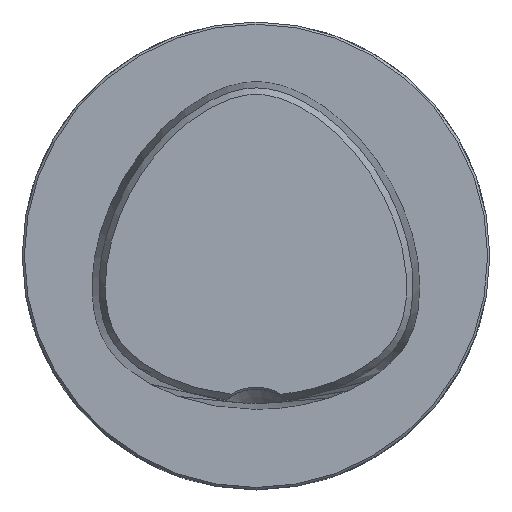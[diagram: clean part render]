
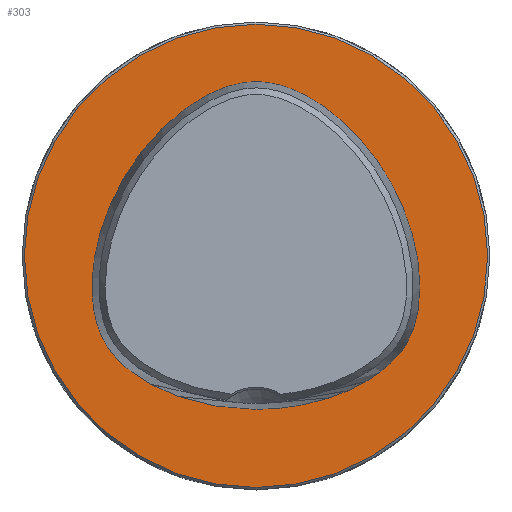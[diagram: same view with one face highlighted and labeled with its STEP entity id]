
A CAD part, top view. The second image highlights one B-rep face of the part: STEP entity #303.
In plain terms, the highlighted planar face has unit normal (0, 0, 1).
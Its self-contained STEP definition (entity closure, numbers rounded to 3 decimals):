
#278=B_SPLINE_CURVE_WITH_KNOTS('',3,(#1841,#1842,#1843,#1844,#1845,#1846,
#1847,#1848,#1849,#1850,#1851,#1852,#1853,#1854,#1855,#1856,#1857,#1858,
#1859,#1860,#1861,#1862,#1863,#1864,#1865,#1866,#1867,#1868,#1869,#1870,
#1871,#1872,#1873,#1874,#1875,#1876,#1877,#1878,#1879,#1880,#1881,#1882,
#1883,#1884,#1885,#1886,#1887,#1888,#1889,#1890,#1891,#1892,#1893,#1894,
#1895,#1896,#1897,#1898,#1899,#1900,#1901,#1902,#1903,#1904,#1905,#1906,
#1907,#1908,#1909,#1910,#1911),.UNSPECIFIED.,.T.,.F.,(1,1,2,1,1,1,1,1,1,
1,1,1,1,1,1,1,1,1,1,1,1,1,1,1,1,1,1,1,1,1,1,1,1,1,1,1,1,1,1,1,1,1,1,1,1,
1,1,1,1,1,1,1,1,1,1,1,1,1,1,1,1,1,1,1,1,1,1,1,1,1,2,1,1),(-0.031,-0.016,
0.,0.016,0.031,0.063,0.078,0.094,0.109,0.125,0.133,0.141,
0.148,0.156,0.164,0.172,0.18,0.188,0.195,0.203,
0.219,0.234,0.25,0.266,0.281,0.313,0.344,0.359,0.375,0.406,
0.422,0.438,0.453,0.469,0.484,0.492,0.5,0.508,0.516,
0.531,0.547,0.563,0.578,0.594,0.625,0.641,0.656,0.688,
0.719,0.734,0.75,0.766,0.781,0.797,0.805,0.813,0.82,
0.828,0.836,0.844,0.852,0.859,0.867,0.875,0.891,
0.906,0.922,0.938,0.969,0.984,1.,1.016,1.031),
 .UNSPECIFIED.);
#303=ADVANCED_FACE('CU_E_LO_SU_1',(#421,#422),#369,.F.);
#369=PLANE('',#1141);
#421=FACE_BOUND('',#475,.T.);
#422=FACE_BOUND('',#476,.T.);
#475=EDGE_LOOP('',(#610));
#476=EDGE_LOOP('',(#611));
#610=ORIENTED_EDGE('',*,*,#940,.T.);
#611=ORIENTED_EDGE('',*,*,#978,.T.);
#841=VERTEX_POINT('',#1912);
#878=VERTEX_POINT('',#2385);
#940=EDGE_CURVE('',#841,#841,#278,.T.);
#978=EDGE_CURVE('',#878,#878,#1072,.T.);
#1072=CIRCLE('',#1140,31.2);
#1140=AXIS2_PLACEMENT_3D('',#2384,#1273,#1274);
#1141=AXIS2_PLACEMENT_3D('',#2386,#1275,#1276);
#1273=DIRECTION('',(0.,0.,1.));
#1274=DIRECTION('',(1.,0.,0.));
#1275=DIRECTION('',(0.,0.,-1.));
#1276=DIRECTION('',(-1.,0.,0.));
#1841=CARTESIAN_POINT('',(0.721,-20.675,0.));
#1842=CARTESIAN_POINT('',(-0.721,-20.675,0.));
#1843=CARTESIAN_POINT('',(-2.165,-20.628,0.));
#1844=CARTESIAN_POINT('',(-5.038,-20.346,0.));
#1845=CARTESIAN_POINT('',(-7.877,-19.778,0.));
#1846=CARTESIAN_POINT('',(-10.631,-18.907,0.));
#1847=CARTESIAN_POINT('',(-12.641,-18.096,0.));
#1848=CARTESIAN_POINT('',(-14.576,-17.115,0.));
#1849=CARTESIAN_POINT('',(-16.103,-16.145,0.));
#1850=CARTESIAN_POINT('',(-17.253,-15.267,0.));
#1851=CARTESIAN_POINT('',(-18.072,-14.555,0.));
#1852=CARTESIAN_POINT('',(-18.838,-13.784,0.));
#1853=CARTESIAN_POINT('',(-19.538,-12.952,0.));
#1854=CARTESIAN_POINT('',(-20.159,-12.058,0.));
#1855=CARTESIAN_POINT('',(-20.688,-11.106,0.));
#1856=CARTESIAN_POINT('',(-21.12,-10.107,0.));
#1857=CARTESIAN_POINT('',(-21.46,-9.075,0.));
#1858=CARTESIAN_POINT('',(-21.718,-8.02,0.));
#1859=CARTESIAN_POINT('',(-21.963,-6.594,0.));
#1860=CARTESIAN_POINT('',(-22.104,-4.789,0.));
#1861=CARTESIAN_POINT('',(-22.053,-2.62,0.));
#1862=CARTESIAN_POINT('',(-21.81,-0.466,0.));
#1863=CARTESIAN_POINT('',(-21.395,1.661,0.));
#1864=CARTESIAN_POINT('',(-20.635,4.448,0.));
#1865=CARTESIAN_POINT('',(-19.324,7.819,0.));
#1866=CARTESIAN_POINT('',(-17.584,10.988,0.));
#1867=CARTESIAN_POINT('',(-15.954,13.372,0.));
#1868=CARTESIAN_POINT('',(-14.171,15.643,0.));
#1869=CARTESIAN_POINT('',(-12.16,17.727,0.));
#1870=CARTESIAN_POINT('',(-9.932,19.566,0.));
#1871=CARTESIAN_POINT('',(-8.152,20.804,0.));
#1872=CARTESIAN_POINT('',(-6.263,21.873,0.));
#1873=CARTESIAN_POINT('',(-4.268,22.734,0.));
#1874=CARTESIAN_POINT('',(-2.522,23.227,0.));
#1875=CARTESIAN_POINT('',(-1.087,23.439,0.));
#1876=CARTESIAN_POINT('',(0.,23.494,0.));
#1877=CARTESIAN_POINT('',(1.087,23.439,0.));
#1878=CARTESIAN_POINT('',(2.522,23.227,0.));
#1879=CARTESIAN_POINT('',(4.268,22.734,0.));
#1880=CARTESIAN_POINT('',(6.263,21.873,0.));
#1881=CARTESIAN_POINT('',(8.152,20.804,0.));
#1882=CARTESIAN_POINT('',(9.932,19.566,0.));
#1883=CARTESIAN_POINT('',(12.16,17.727,0.));
#1884=CARTESIAN_POINT('',(14.171,15.643,0.));
#1885=CARTESIAN_POINT('',(15.954,13.372,0.));
#1886=CARTESIAN_POINT('',(17.584,10.988,0.));
#1887=CARTESIAN_POINT('',(19.324,7.819,0.));
#1888=CARTESIAN_POINT('',(20.635,4.448,0.));
#1889=CARTESIAN_POINT('',(21.395,1.661,0.));
#1890=CARTESIAN_POINT('',(21.81,-0.466,0.));
#1891=CARTESIAN_POINT('',(22.053,-2.62,0.));
#1892=CARTESIAN_POINT('',(22.104,-4.789,0.));
#1893=CARTESIAN_POINT('',(21.963,-6.594,0.));
#1894=CARTESIAN_POINT('',(21.718,-8.02,0.));
#1895=CARTESIAN_POINT('',(21.46,-9.075,0.));
#1896=CARTESIAN_POINT('',(21.12,-10.107,0.));
#1897=CARTESIAN_POINT('',(20.688,-11.106,0.));
#1898=CARTESIAN_POINT('',(20.159,-12.058,0.));
#1899=CARTESIAN_POINT('',(19.538,-12.952,0.));
#1900=CARTESIAN_POINT('',(18.838,-13.784,0.));
#1901=CARTESIAN_POINT('',(18.072,-14.555,0.));
#1902=CARTESIAN_POINT('',(17.253,-15.267,0.));
#1903=CARTESIAN_POINT('',(16.103,-16.145,0.));
#1904=CARTESIAN_POINT('',(14.576,-17.115,0.));
#1905=CARTESIAN_POINT('',(12.641,-18.096,0.));
#1906=CARTESIAN_POINT('',(10.631,-18.907,0.));
#1907=CARTESIAN_POINT('',(7.877,-19.778,0.));
#1908=CARTESIAN_POINT('',(5.038,-20.346,0.));
#1909=CARTESIAN_POINT('',(2.165,-20.628,0.));
#1910=CARTESIAN_POINT('',(0.721,-20.675,0.));
#1911=CARTESIAN_POINT('',(-0.721,-20.675,0.));
#1912=CARTESIAN_POINT('',(0.,-20.675,0.));
#2384=CARTESIAN_POINT('',(0.,0.,0.));
#2385=CARTESIAN_POINT('',(31.2,0.,0.));
#2386=CARTESIAN_POINT('',(0.,1.392,0.));
